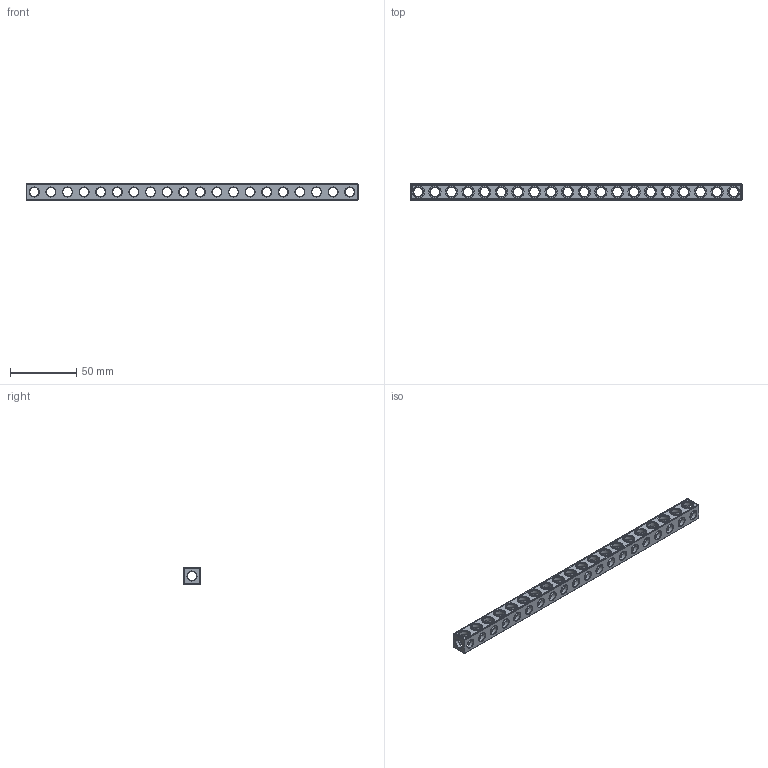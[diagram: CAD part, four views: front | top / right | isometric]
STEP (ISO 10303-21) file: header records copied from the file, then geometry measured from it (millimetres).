
FILE_DESCRIPTION(('FreeCAD Model'),'2;1');
FILE_NAME('Open CASCADE Shape Model','2021-05-23T22:06:15',( 'Paulo Kiefe'),('STEMFIE.org'),'Open CASCADE STEP processor 7.4', 'FreeCAD','Unknown');
FILE_SCHEMA(('AUTOMOTIVE_DESIGN { 1 0 10303 214 1 1 1 1 }'));
Products named in the file (1): Beam_STR_ESS_BU20x01x01_-_SPN-BEM-0057_(stemfie.org)
Bounding box: 250 x 12.5 x 12.5 mm (x, y, z)
Volume: 19523.2 mm3; surface area: 17553.8 mm2
Topology: 1 solids, 1 shells, 667 faces, 2074 edges, 1382 vertices
Faces by surface type: plane 358, cylinder 121, extrusion 106, cone 82
Full cylindrical faces by diameter (mm): 7 x101, 9.2 x20
Entity records: 72455 total; most frequent: CARTESIAN_POINT 33138, DIRECTION 6659, VECTOR 4186, ORIENTED_EDGE 4148, PCURVE 4148, DEFINITIONAL_REPRESENTATION 4148, LINE 4080, EDGE_CURVE 2074
